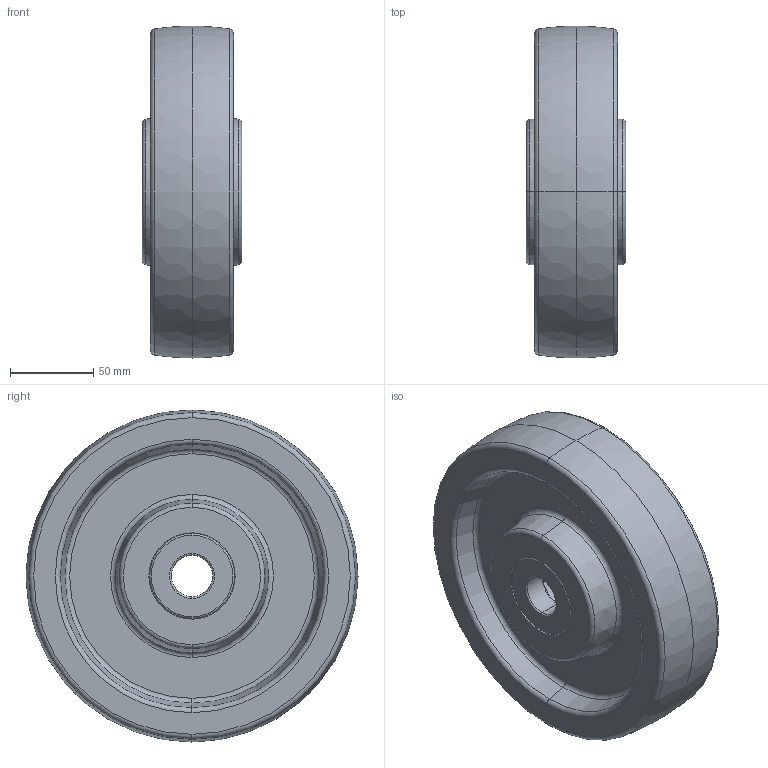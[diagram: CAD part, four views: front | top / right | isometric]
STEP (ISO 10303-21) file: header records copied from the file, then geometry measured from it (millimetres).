
FILE_DESCRIPTION (( 'STEP AP214' ), '1' );
FILE_NAME ('0022659.step', '2022-04-20T11:03:08', ( '' ), ( '' ), 'SwSTEP 2.0', 'SolidWorks 2020', '' );
FILE_SCHEMA (( 'AUTOMOTIVE_DESIGN' ));
Length unit declared in the file: millimetre
Products named in the file (1): 0022659
Bounding box: 60 x 200 x 200 mm (x, y, z)
Volume: 1142907.5 mm3; surface area: 129750.4 mm2
Topology: 3 solids, 3 shells, 74 faces, 148 edges, 86 vertices
Faces by surface type: torus 40, cylinder 14, plane 12, cone 8
Entity records: 2832 total; most frequent: DIRECTION 424, CARTESIAN_POINT 309, ORIENTED_EDGE 296, AXIS2_PLACEMENT_3D 201, EDGE_CURVE 148, CIRCLE 126, EDGE_LOOP 86, VERTEX_POINT 86
